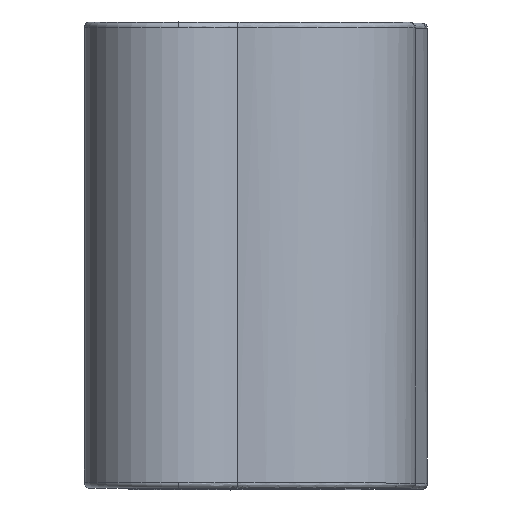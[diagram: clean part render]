
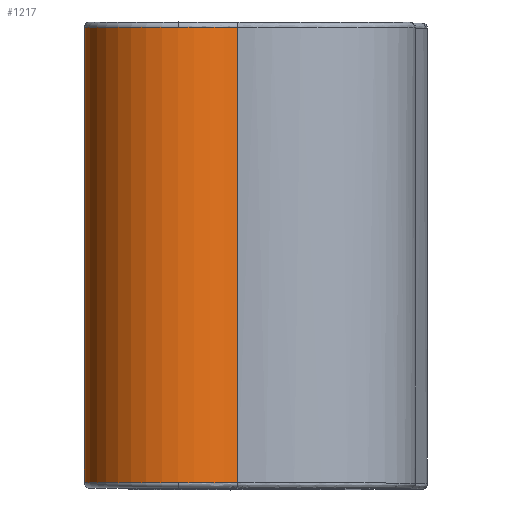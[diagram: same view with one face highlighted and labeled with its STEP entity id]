
A CAD part, top view. The second image highlights one B-rep face of the part: STEP entity #1217.
In plain terms, the highlighted cylindrical face has radius 3.65 mm (diameter 7.3 mm), a partial arc.
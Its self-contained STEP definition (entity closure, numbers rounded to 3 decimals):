
#109 = DIRECTION ( 'NONE',  ( 0., 1., 0. ) ) ;
#123 = DIRECTION ( 'NONE',  ( 0., 1., 0. ) ) ;
#138 = CARTESIAN_POINT ( 'NONE',  ( 13.586, -28.156, 44.421 ) ) ;
#144 = ORIENTED_EDGE ( 'NONE', *, *, #779, .F. ) ;
#169 = DIRECTION ( 'NONE',  ( 0., -1., 0. ) ) ;
#275 = ORIENTED_EDGE ( 'NONE', *, *, #2679, .T. ) ;
#342 = DIRECTION ( 'NONE',  ( 0., -1., 0. ) ) ;
#455 = VERTEX_POINT ( 'NONE', #1096 ) ;
#471 = ORIENTED_EDGE ( 'NONE', *, *, #3190, .T. ) ;
#604 = CARTESIAN_POINT ( 'NONE',  ( 10., -45.844, 41.45 ) ) ;
#660 = CARTESIAN_POINT ( 'NONE',  ( 10., -28.156, 45.1 ) ) ;
#671 = DIRECTION ( 'NONE',  ( 0., 0., 1. ) ) ;
#677 = DIRECTION ( 'NONE',  ( 0., -1., 0. ) ) ;
#776 = VERTEX_POINT ( 'NONE', #604 ) ;
#779 = EDGE_CURVE ( 'NONE', #804, #2393, #2403, .T. ) ;
#801 = CYLINDRICAL_SURFACE ( 'NONE', #2683, 3.65 ) ;
#804 = VERTEX_POINT ( 'NONE', #1908 ) ;
#895 = DIRECTION ( 'NONE',  ( 0., 0., -1. ) ) ;
#916 = CARTESIAN_POINT ( 'NONE',  ( 10., -45.844, 45.1 ) ) ;
#923 = CARTESIAN_POINT ( 'NONE',  ( 10., -27.756, 45.1 ) ) ;
#948 = EDGE_CURVE ( 'NONE', #804, #455, #990, .T. ) ;
#971 = AXIS2_PLACEMENT_3D ( 'NONE', #2506, #2245, #3025 ) ;
#990 = CIRCLE ( 'NONE', #2340, 3.65 ) ;
#1040 = CARTESIAN_POINT ( 'NONE',  ( 13.586, -27.756, 44.421 ) ) ;
#1072 = EDGE_CURVE ( 'NONE', #455, #2765, #1767, .T. ) ;
#1096 = CARTESIAN_POINT ( 'NONE',  ( 10., -28.156, 48.75 ) ) ;
#1124 = DIRECTION ( 'NONE',  ( 0., 0., -1. ) ) ;
#1150 = CARTESIAN_POINT ( 'NONE',  ( 10., -45.844, 48.75 ) ) ;
#1165 = CARTESIAN_POINT ( 'NONE',  ( 10., -45.844, 45.1 ) ) ;
#1197 = DIRECTION ( 'NONE',  ( 0., 0., 1. ) ) ;
#1217 = ADVANCED_FACE ( 'NONE', ( #2233 ), #801, .T. ) ;
#1291 = VECTOR ( 'NONE', #342, 1000. ) ;
#1355 = DIRECTION ( 'NONE',  ( 0., 0., -1. ) ) ;
#1376 = VERTEX_POINT ( 'NONE', #1722 ) ;
#1442 = CIRCLE ( 'NONE', #3240, 3.65 ) ;
#1455 = CARTESIAN_POINT ( 'NONE',  ( 10., -28.156, 41.45 ) ) ;
#1508 = CARTESIAN_POINT ( 'NONE',  ( 12.297, -45.844, 47.936 ) ) ;
#1510 = ORIENTED_EDGE ( 'NONE', *, *, #948, .T. ) ;
#1599 = AXIS2_PLACEMENT_3D ( 'NONE', #1165, #123, #1124 ) ;
#1722 = CARTESIAN_POINT ( 'NONE',  ( 13.586, -45.844, 44.421 ) ) ;
#1748 = ORIENTED_EDGE ( 'NONE', *, *, #1072, .T. ) ;
#1767 = CIRCLE ( 'NONE', #1785, 3.65 ) ;
#1785 = AXIS2_PLACEMENT_3D ( 'NONE', #2206, #3189, #1197 ) ;
#1908 = CARTESIAN_POINT ( 'NONE',  ( 12.297, -28.156, 47.936 ) ) ;
#1968 = CIRCLE ( 'NONE', #2905, 3.65 ) ;
#2195 = EDGE_CURVE ( 'NONE', #3260, #2393, #2557, .T. ) ;
#2206 = CARTESIAN_POINT ( 'NONE',  ( 10., -28.156, 45.1 ) ) ;
#2220 = ORIENTED_EDGE ( 'NONE', *, *, #3040, .T. ) ;
#2233 = FACE_OUTER_BOUND ( 'NONE', #3123, .T. ) ;
#2245 = DIRECTION ( 'NONE',  ( 0., -1., 0. ) ) ;
#2250 = DIRECTION ( 'NONE',  ( 1., 0., 0. ) ) ;
#2259 = DIRECTION ( 'NONE',  ( 0., -1., 0. ) ) ;
#2340 = AXIS2_PLACEMENT_3D ( 'NONE', #660, #169, #671 ) ;
#2393 = VERTEX_POINT ( 'NONE', #1508 ) ;
#2403 = LINE ( 'NONE', #2874, #1291 ) ;
#2488 = VERTEX_POINT ( 'NONE', #138 ) ;
#2506 = CARTESIAN_POINT ( 'NONE',  ( 10., -28.156, 45.1 ) ) ;
#2557 = CIRCLE ( 'NONE', #1599, 3.65 ) ;
#2644 = CIRCLE ( 'NONE', #971, 3.65 ) ;
#2679 = EDGE_CURVE ( 'NONE', #2488, #1376, #3038, .T. ) ;
#2683 = AXIS2_PLACEMENT_3D ( 'NONE', #923, #2259, #2250 ) ;
#2765 = VERTEX_POINT ( 'NONE', #1455 ) ;
#2780 = ORIENTED_EDGE ( 'NONE', *, *, #2195, .T. ) ;
#2874 = CARTESIAN_POINT ( 'NONE',  ( 12.297, -27.756, 47.936 ) ) ;
#2905 = AXIS2_PLACEMENT_3D ( 'NONE', #3119, #109, #1355 ) ;
#2959 = DIRECTION ( 'NONE',  ( 0., 1., 0. ) ) ;
#3025 = DIRECTION ( 'NONE',  ( 0., 0., 1. ) ) ;
#3038 = LINE ( 'NONE', #1040, #3206 ) ;
#3040 = EDGE_CURVE ( 'NONE', #2765, #2488, #2644, .T. ) ;
#3072 = ORIENTED_EDGE ( 'NONE', *, *, #3089, .T. ) ;
#3089 = EDGE_CURVE ( 'NONE', #776, #3260, #1968, .T. ) ;
#3119 = CARTESIAN_POINT ( 'NONE',  ( 10., -45.844, 45.1 ) ) ;
#3123 = EDGE_LOOP ( 'NONE', ( #144, #1510, #1748, #2220, #275, #471, #3072, #2780 ) ) ;
#3189 = DIRECTION ( 'NONE',  ( 0., -1., 0. ) ) ;
#3190 = EDGE_CURVE ( 'NONE', #1376, #776, #1442, .T. ) ;
#3206 = VECTOR ( 'NONE', #677, 1000. ) ;
#3240 = AXIS2_PLACEMENT_3D ( 'NONE', #916, #2959, #895 ) ;
#3260 = VERTEX_POINT ( 'NONE', #1150 ) ;
